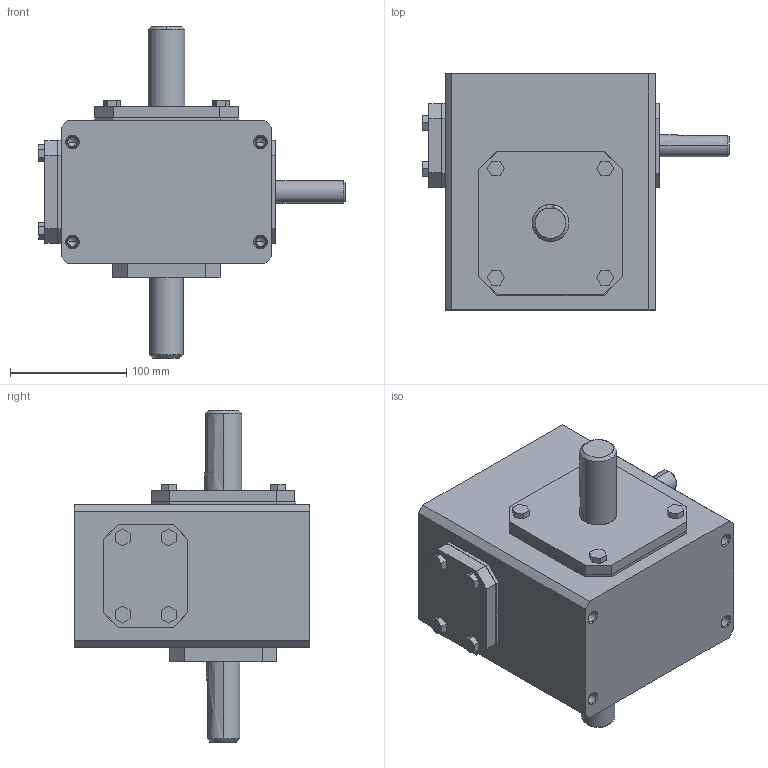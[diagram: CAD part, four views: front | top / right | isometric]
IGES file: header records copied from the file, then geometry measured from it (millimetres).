
Start section: SolidWorks IGES file using analytic representation for surfaces
Global section: file name: 26DEFAU08121119593635.igs; native system: SolidWorks 2017; preprocessor: SolidWorks 2017; author: partstream; date: 170812.112002; units: inch
Bounding box: 264.41 x 203.2 x 286 mm (x, y, z)
Surface area: 205427.2 mm2 (no closed solid volume)
Topology: 0 solids, 0 shells, 312 faces, 3007 edges, 2983 vertices
Faces by surface type: bspline 198, revolution 114
